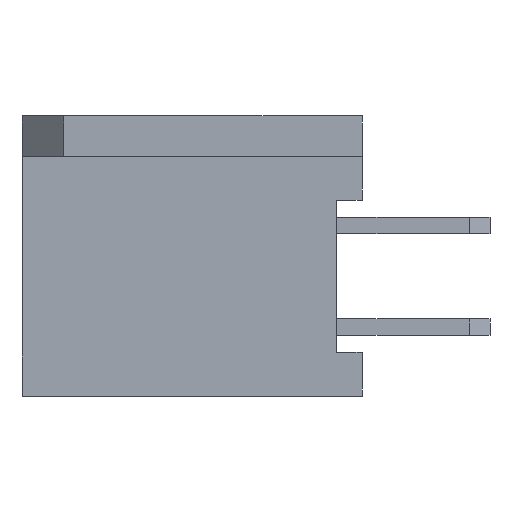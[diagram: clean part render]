
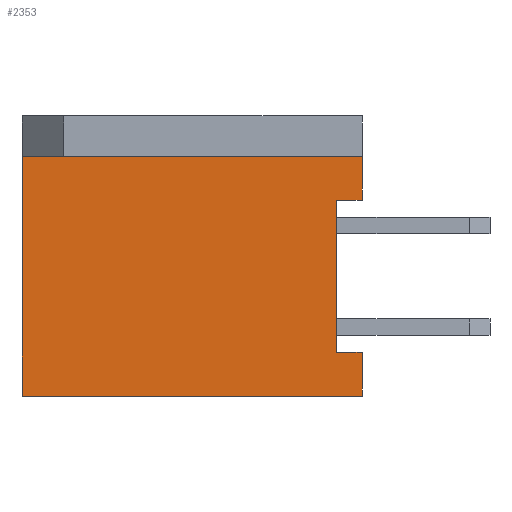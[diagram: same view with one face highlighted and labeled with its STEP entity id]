
A CAD part, left-side view. The second image highlights one B-rep face of the part: STEP entity #2353.
In plain terms, the highlighted planar face has unit normal (-1, 0, 0).
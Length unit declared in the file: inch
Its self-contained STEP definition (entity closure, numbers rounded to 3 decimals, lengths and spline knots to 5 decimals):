
#96=FACE_OUTER_BOUND('',#213,.T.);
#213=EDGE_LOOP('',(#1590,#1591,#1592,#1593,#1594,#1595,#1596,#1597));
#344=LINE('',#3233,#674);
#363=LINE('',#3271,#693);
#368=LINE('',#3283,#698);
#369=LINE('',#3284,#699);
#370=LINE('',#3286,#700);
#371=LINE('',#3288,#701);
#372=LINE('',#3290,#702);
#373=LINE('',#3291,#703);
#674=VECTOR('',#2632,39.37008);
#693=VECTOR('',#2655,39.37008);
#698=VECTOR('',#2664,39.37008);
#699=VECTOR('',#2665,39.37008);
#700=VECTOR('',#2666,39.37008);
#701=VECTOR('',#2667,39.37008);
#702=VECTOR('',#2668,39.37008);
#703=VECTOR('',#2669,39.37008);
#1004=VERTEX_POINT('',#3231);
#1005=VERTEX_POINT('',#3232);
#1022=VERTEX_POINT('',#3269);
#1026=VERTEX_POINT('',#3281);
#1027=VERTEX_POINT('',#3282);
#1028=VERTEX_POINT('',#3285);
#1029=VERTEX_POINT('',#3287);
#1030=VERTEX_POINT('',#3289);
#1228=EDGE_CURVE('',#1004,#1005,#344,.T.);
#1247=EDGE_CURVE('',#1022,#1005,#363,.T.);
#1252=EDGE_CURVE('',#1026,#1027,#368,.T.);
#1253=EDGE_CURVE('',#1027,#1004,#369,.T.);
#1254=EDGE_CURVE('',#1028,#1022,#370,.T.);
#1255=EDGE_CURVE('',#1028,#1029,#371,.T.);
#1256=EDGE_CURVE('',#1029,#1030,#372,.T.);
#1257=EDGE_CURVE('',#1030,#1026,#373,.T.);
#1590=ORIENTED_EDGE('',*,*,#1252,.T.);
#1591=ORIENTED_EDGE('',*,*,#1253,.T.);
#1592=ORIENTED_EDGE('',*,*,#1228,.T.);
#1593=ORIENTED_EDGE('',*,*,#1247,.F.);
#1594=ORIENTED_EDGE('',*,*,#1254,.F.);
#1595=ORIENTED_EDGE('',*,*,#1255,.T.);
#1596=ORIENTED_EDGE('',*,*,#1256,.T.);
#1597=ORIENTED_EDGE('',*,*,#1257,.T.);
#2240=PLANE('',#2496);
#2353=ADVANCED_FACE('',(#96),#2240,.F.);
#2496=AXIS2_PLACEMENT_3D('',#3280,#2662,#2663);
#2632=DIRECTION('',(0.,0.,1.));
#2655=DIRECTION('',(0.,-1.,0.));
#2662=DIRECTION('center_axis',(1.,0.,0.));
#2663=DIRECTION('ref_axis',(0.,0.,-1.));
#2664=DIRECTION('',(0.,0.,1.));
#2665=DIRECTION('',(0.,-1.,0.));
#2666=DIRECTION('',(0.,0.,1.));
#2667=DIRECTION('',(0.,-1.,0.));
#2668=DIRECTION('',(0.,0.,1.));
#2669=DIRECTION('',(0.,1.,0.));
#3231=CARTESIAN_POINT('',(-0.35,0.,0.075));
#3232=CARTESIAN_POINT('',(-0.35,0.,0.118));
#3233=CARTESIAN_POINT('',(-0.35,0.,0.118));
#3269=CARTESIAN_POINT('',(-0.35,0.335,0.118));
#3271=CARTESIAN_POINT('',(-0.35,0.335,0.118));
#3280=CARTESIAN_POINT('Origin',(-0.35,0.335,0.118));
#3281=CARTESIAN_POINT('',(-0.35,0.025,-0.075));
#3282=CARTESIAN_POINT('',(-0.35,0.025,0.075));
#3283=CARTESIAN_POINT('',(-0.35,0.025,-0.075));
#3284=CARTESIAN_POINT('',(-0.35,0.025,0.075));
#3285=CARTESIAN_POINT('',(-0.35,0.335,-0.118));
#3286=CARTESIAN_POINT('',(-0.35,0.335,0.118));
#3287=CARTESIAN_POINT('',(-0.35,0.,-0.118));
#3288=CARTESIAN_POINT('',(-0.35,0.335,-0.118));
#3289=CARTESIAN_POINT('',(-0.35,0.,-0.075));
#3290=CARTESIAN_POINT('',(-0.35,0.,0.118));
#3291=CARTESIAN_POINT('',(-0.35,0.025,-0.075));
